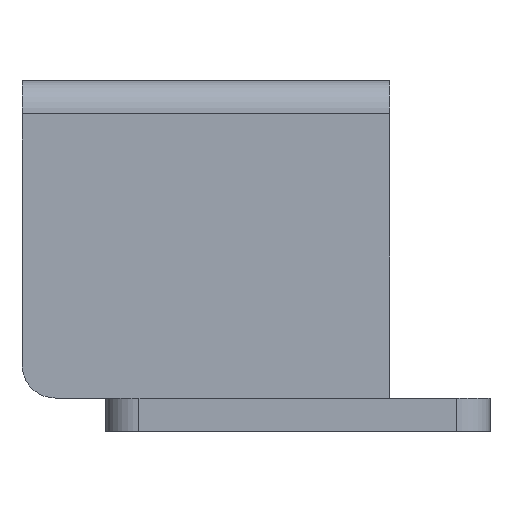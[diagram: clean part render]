
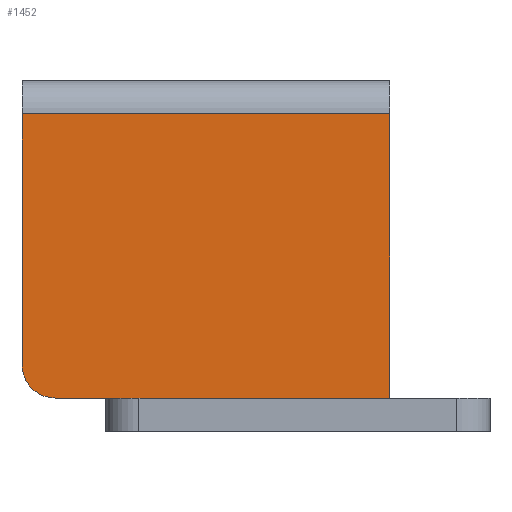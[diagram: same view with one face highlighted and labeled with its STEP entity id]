
A CAD part, left-side view. The second image highlights one B-rep face of the part: STEP entity #1452.
In plain terms, the highlighted planar face has unit normal (-1, 0, 0).
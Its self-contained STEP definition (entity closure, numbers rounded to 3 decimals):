
#1 = VERTEX_POINT ( 'NONE', #1698 ) ;
#18 = VERTEX_POINT ( 'NONE', #1520 ) ;
#40 = CARTESIAN_POINT ( 'NONE',  ( -12., -11., -19. ) ) ;
#48 = CARTESIAN_POINT ( 'NONE',  ( -12., 11., -15. ) ) ;
#91 = CARTESIAN_POINT ( 'NONE',  ( -12., -11., -17. ) ) ;
#147 = AXIS2_PLACEMENT_3D ( 'NONE', #617, #475, #333 ) ;
#179 = VECTOR ( 'NONE', #227, 1000. ) ;
#184 = LINE ( 'NONE', #40, #349 ) ;
#227 = DIRECTION ( 'NONE',  ( 0., 1., 0. ) ) ;
#236 = CARTESIAN_POINT ( 'NONE',  ( -12., 6., -17. ) ) ;
#333 = DIRECTION ( 'NONE',  ( 0., 0., 1. ) ) ;
#349 = VECTOR ( 'NONE', #1498, 1000. ) ;
#365 = ORIENTED_EDGE ( 'NONE', *, *, #872, .F. ) ;
#383 = CARTESIAN_POINT ( 'NONE',  ( -12., -17., 0. ) ) ;
#451 = ORIENTED_EDGE ( 'NONE', *, *, #759, .T. ) ;
#475 = DIRECTION ( 'NONE',  ( -1., 0., 0. ) ) ;
#501 = VECTOR ( 'NONE', #715, 1000. ) ;
#517 = ORIENTED_EDGE ( 'NONE', *, *, #1196, .T. ) ;
#521 = LINE ( 'NONE', #383, #179 ) ;
#558 = DIRECTION ( 'NONE',  ( 0., 1., 0. ) ) ;
#617 = CARTESIAN_POINT ( 'NONE',  ( -12., -17., -19. ) ) ;
#703 = CARTESIAN_POINT ( 'NONE',  ( -12., -17., -17. ) ) ;
#715 = DIRECTION ( 'NONE',  ( 0., 0., 1. ) ) ;
#759 = EDGE_CURVE ( 'NONE', #1, #18, #521, .T. ) ;
#796 = PLANE ( 'NONE',  #147 ) ;
#839 = DIRECTION ( 'NONE',  ( 0., 1., 0. ) ) ;
#872 = EDGE_CURVE ( 'NONE', #1405, #1282, #1161, .T. ) ;
#913 = LINE ( 'NONE', #703, #1119 ) ;
#920 = CARTESIAN_POINT ( 'NONE',  ( -12., 11., -19. ) ) ;
#958 = FACE_OUTER_BOUND ( 'NONE', #1486, .T. ) ;
#1009 = CARTESIAN_POINT ( 'NONE',  ( -12., -17., -17. ) ) ;
#1071 = VECTOR ( 'NONE', #839, 1000. ) ;
#1075 = LINE ( 'NONE', #920, #501 ) ;
#1119 = VECTOR ( 'NONE', #558, 1000. ) ;
#1148 = EDGE_CURVE ( 'NONE', #1326, #1361, #1167, .T. ) ;
#1151 = EDGE_CURVE ( 'NONE', #1282, #1361, #913, .T. ) ;
#1161 = LINE ( 'NONE', #1009, #1071 ) ;
#1167 = CIRCLE ( 'NONE', #1306, 2. ) ;
#1196 = EDGE_CURVE ( 'NONE', #1405, #1, #184, .T. ) ;
#1209 = ORIENTED_EDGE ( 'NONE', *, *, #1151, .F. ) ;
#1231 = EDGE_CURVE ( 'NONE', #1326, #18, #1075, .T. ) ;
#1234 = DIRECTION ( 'NONE',  ( 0., 0., 1. ) ) ;
#1282 = VERTEX_POINT ( 'NONE', #236 ) ;
#1306 = AXIS2_PLACEMENT_3D ( 'NONE', #1679, #1431, #1234 ) ;
#1326 = VERTEX_POINT ( 'NONE', #48 ) ;
#1361 = VERTEX_POINT ( 'NONE', #1407 ) ;
#1405 = VERTEX_POINT ( 'NONE', #91 ) ;
#1407 = CARTESIAN_POINT ( 'NONE',  ( -12., 9., -17. ) ) ;
#1431 = DIRECTION ( 'NONE',  ( -1., 0., 0. ) ) ;
#1452 = ADVANCED_FACE ( 'NONE', ( #958 ), #796, .T. ) ;
#1486 = EDGE_LOOP ( 'NONE', ( #517, #451, #1518, #1636, #1209, #365 ) ) ;
#1498 = DIRECTION ( 'NONE',  ( 0., 0., 1. ) ) ;
#1518 = ORIENTED_EDGE ( 'NONE', *, *, #1231, .F. ) ;
#1520 = CARTESIAN_POINT ( 'NONE',  ( -12., 11., 0. ) ) ;
#1636 = ORIENTED_EDGE ( 'NONE', *, *, #1148, .T. ) ;
#1679 = CARTESIAN_POINT ( 'NONE',  ( -12., 9., -15. ) ) ;
#1698 = CARTESIAN_POINT ( 'NONE',  ( -12., -11., 0. ) ) ;
